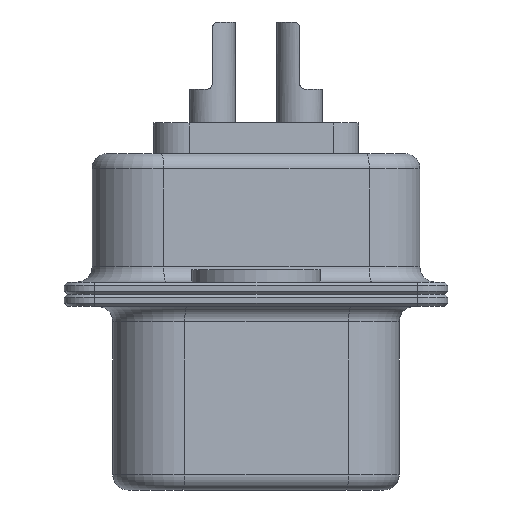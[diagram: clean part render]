
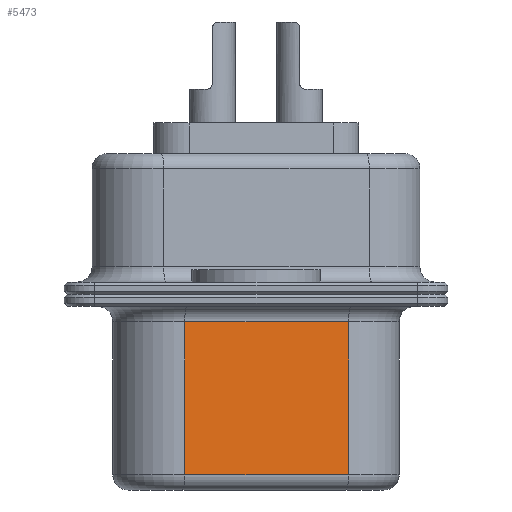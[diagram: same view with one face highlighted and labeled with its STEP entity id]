
A CAD part, left-side view. The second image highlights one B-rep face of the part: STEP entity #5473.
In plain terms, the highlighted planar face has unit normal (-0.985, -0.174, 0).
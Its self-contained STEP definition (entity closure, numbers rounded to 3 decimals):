
#109=PLANE('',#5893);
#256=LINE('',#8802,#638);
#257=LINE('',#8811,#639);
#258=LINE('',#8813,#640);
#259=LINE('',#8814,#641);
#638=VECTOR('',#6627,10.);
#639=VECTOR('',#6638,10.);
#640=VECTOR('',#6639,10.);
#641=VECTOR('',#6640,10.);
#1178=FACE_OUTER_BOUND('',#1515,.T.);
#1515=EDGE_LOOP('',(#3776,#3777,#3778,#3779));
#2385=VERTEX_POINT('',#8794);
#2387=VERTEX_POINT('',#8800);
#2390=VERTEX_POINT('',#8810);
#2391=VERTEX_POINT('',#8812);
#2915=EDGE_CURVE('',#2385,#2387,#256,.T.);
#2919=EDGE_CURVE('',#2387,#2390,#257,.T.);
#2920=EDGE_CURVE('',#2390,#2391,#258,.T.);
#2921=EDGE_CURVE('',#2391,#2385,#259,.T.);
#3776=ORIENTED_EDGE('',*,*,#2915,.T.);
#3777=ORIENTED_EDGE('',*,*,#2919,.T.);
#3778=ORIENTED_EDGE('',*,*,#2920,.T.);
#3779=ORIENTED_EDGE('',*,*,#2921,.T.);
#5473=ADVANCED_FACE('',(#1178),#109,.F.);
#5893=AXIS2_PLACEMENT_3D('',#8809,#6636,#6637);
#6627=DIRECTION('',(0.174,-0.985,0.));
#6636=DIRECTION('center_axis',(0.985,0.174,0.));
#6637=DIRECTION('ref_axis',(0.174,-0.985,0.));
#6638=DIRECTION('',(0.,0.,1.));
#6639=DIRECTION('',(-0.174,0.985,0.));
#6640=DIRECTION('',(0.,0.,-1.));
#8794=CARTESIAN_POINT('',(-17.235,2.333,-5.5));
#8800=CARTESIAN_POINT('',(-16.29,-3.027,-5.5));
#8802=CARTESIAN_POINT('',(-16.895,0.402,-5.5));
#8809=CARTESIAN_POINT('Origin',(-17.235,2.333,0.));
#8810=CARTESIAN_POINT('',(-16.29,-3.027,-0.5));
#8811=CARTESIAN_POINT('',(-16.29,-3.027,0.));
#8812=CARTESIAN_POINT('',(-17.235,2.333,-0.5));
#8813=CARTESIAN_POINT('',(-16.901,0.438,-0.5));
#8814=CARTESIAN_POINT('',(-17.235,2.333,0.));
